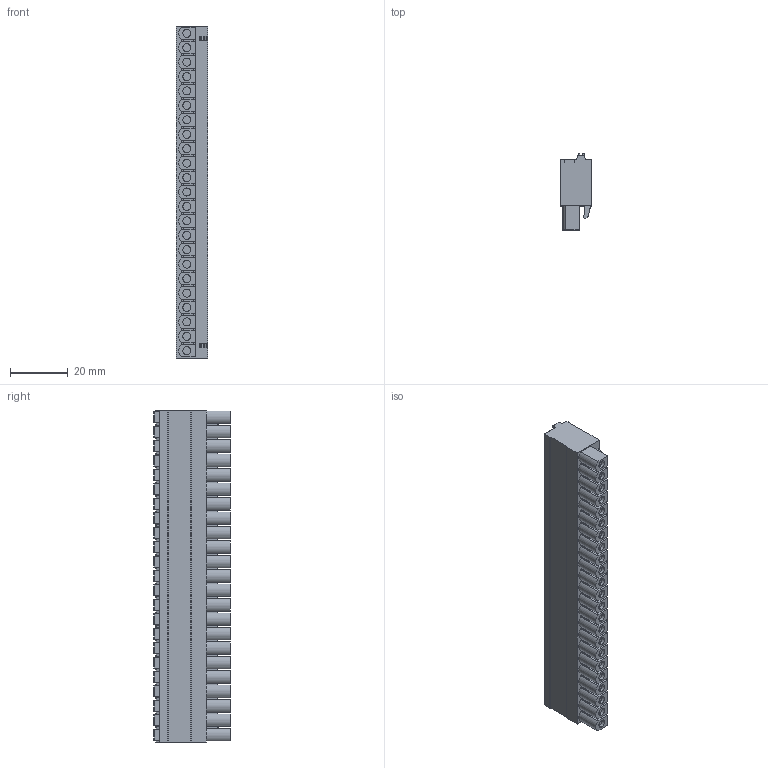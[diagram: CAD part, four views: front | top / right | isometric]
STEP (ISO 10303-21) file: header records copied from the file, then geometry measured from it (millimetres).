
FILE_DESCRIPTION((''),'2;1');
FILE_NAME('TLPS-217','2024-11-07T16:35:07',('tluser'),(''),'CREO PARAMETRIC BY PTC INC, 2018100','CREO PARAMETRIC BY PTC INC, 2018100','');
FILE_SCHEMA(('CONFIG_CONTROL_DESIGN'));
Length unit declared in the file: millimetre
Products named in the file (1): TLPS-217
Bounding box: 10.9 x 26.5 x 115 mm (x, y, z)
Volume: 23502.7 mm3; surface area: 12223.6 mm2
Topology: 1 solids, 1 shells, 1236 faces, 3236 edges, 2096 vertices
Faces by surface type: plane 693, cylinder 451, torus 92
Entity records: 37960 total; most frequent: DIRECTION 6702, CARTESIAN_POINT 6568, ORIENTED_EDGE 6472, EDGE_CURVE 3236, VECTOR 2242, LINE 2242, AXIS2_PLACEMENT_3D 2230, VERTEX_POINT 2096
